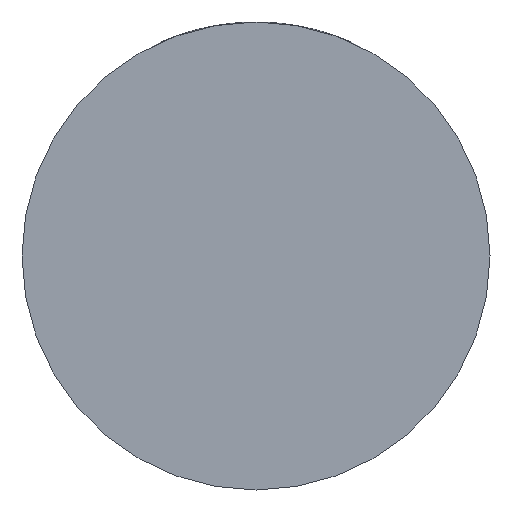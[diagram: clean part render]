
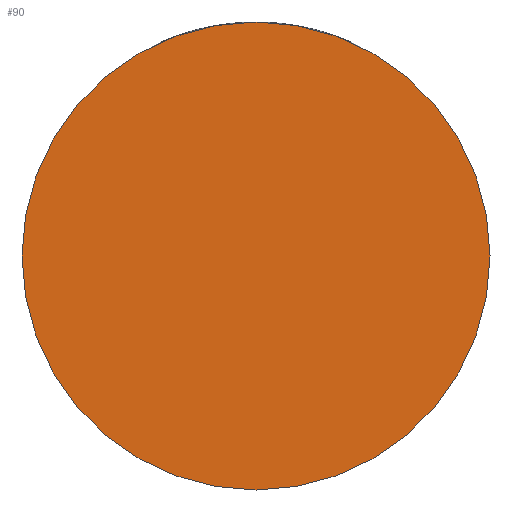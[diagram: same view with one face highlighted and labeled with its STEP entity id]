
A CAD part, front view. The second image highlights one B-rep face of the part: STEP entity #90.
In plain terms, the highlighted planar face has unit normal (0, -1, 0).
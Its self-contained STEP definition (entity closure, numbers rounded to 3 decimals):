
#90=ADVANCED_FACE('',(#188),#189,.T.);
#188=FACE_OUTER_BOUND('',#286,.T.);
#189=PLANE('',#287);
#286=EDGE_LOOP('',(#626,#627));
#287=AXIS2_PLACEMENT_3D('',#628,#629,#630);
#626=ORIENTED_EDGE('',*,*,#636,.F.);
#627=ORIENTED_EDGE('',*,*,#732,.F.);
#628=CARTESIAN_POINT('',(-2.162,-12.5,0.0));
#629=DIRECTION('',(0.0,-1.0,-0.0));
#630=DIRECTION('',(1.0,0.0,0.0));
#636=EDGE_CURVE('',#743,#746,#747,.T.);
#732=EDGE_CURVE('',#746,#743,#905,.T.);
#743=VERTEX_POINT('',#918);
#746=VERTEX_POINT('',#922);
#747=CIRCLE('',#923,4.325);
#905=CIRCLE('',#1203,4.325);
#918=CARTESIAN_POINT('',(-4.325,-12.5,0.0));
#922=CARTESIAN_POINT('',(4.325,-12.5,0.));
#923=AXIS2_PLACEMENT_3D('',#1215,#1216,#1217);
#1203=AXIS2_PLACEMENT_3D('',#1385,#1386,#1387);
#1215=CARTESIAN_POINT('',(0.0,-12.5,0.0));
#1216=DIRECTION('',(0.0,1.0,0.0));
#1217=DIRECTION('',(-1.0,0.0,0.0));
#1385=CARTESIAN_POINT('',(0.0,-12.5,0.0));
#1386=DIRECTION('',(0.0,1.0,0.0));
#1387=DIRECTION('',(-1.0,0.0,0.0));
